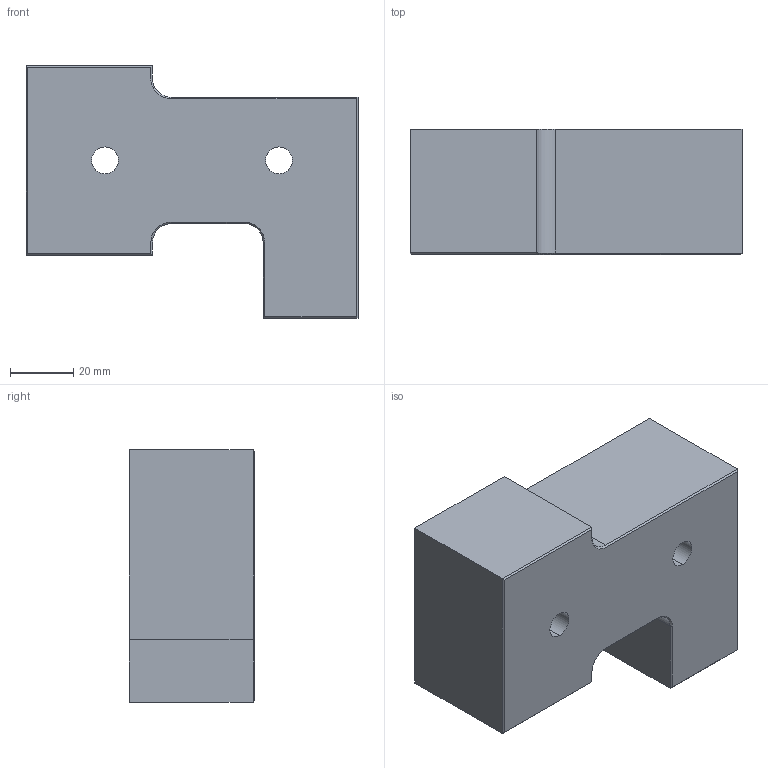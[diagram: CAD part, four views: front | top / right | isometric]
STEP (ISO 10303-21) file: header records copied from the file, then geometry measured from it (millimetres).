
FILE_DESCRIPTION(/* description */ (''),/* implementation_level */ '2;1');
FILE_NAME(/* name */ 'CALIBR~4',/* time_stamp */ '2023-11-22T16:08:32+01:00',/* author */ (''),/* organization */ (''),/* preprocessor_version */ 'ST-DEVELOPER v16.5',/* originating_system */ '',/* authorisation */ '');
FILE_SCHEMA (('AUTOMOTIVE_DESIGN_CC2'));
Length unit declared in the file: millimetre
Products named in the file (1): Document
Bounding box: 105 x 39.7 x 80 mm (x, y, z)
Volume: 229930.9 mm3; surface area: 28928.6 mm2
Topology: 1 solids, 1 shells, 40 faces, 101 edges, 71 vertices
Faces by surface type: bspline 40
Entity records: 2382 total; most frequent: CARTESIAN_POINT 1133, B_SPLINE_CURVE_WITH_KNOTS 248, ORIENTED_EDGE 186, PCURVE 186, DEFINITIONAL_REPRESENTATION 186, SURFACE_CURVE 93, EDGE_CURVE 93, VERTEX_POINT 55
